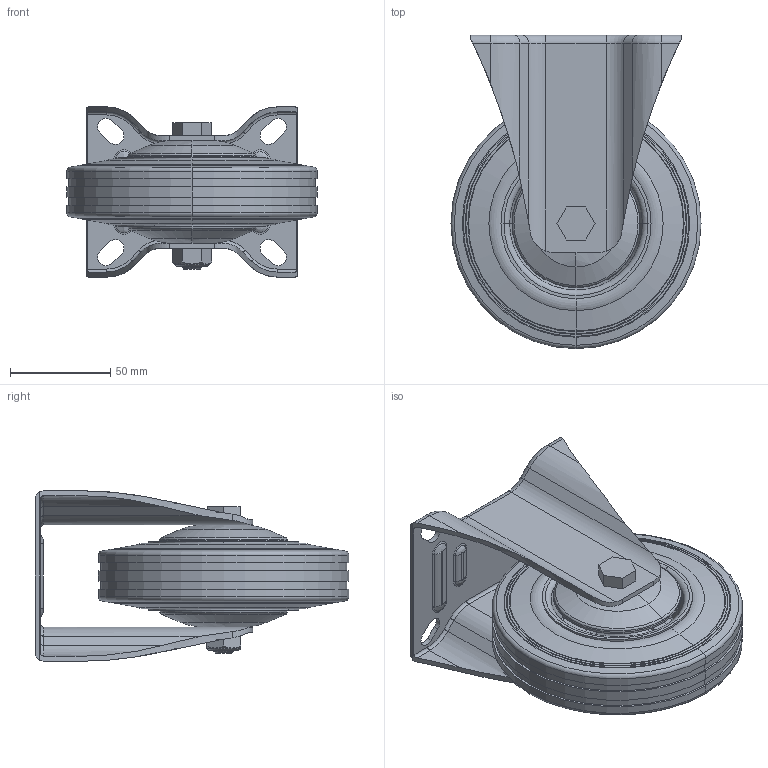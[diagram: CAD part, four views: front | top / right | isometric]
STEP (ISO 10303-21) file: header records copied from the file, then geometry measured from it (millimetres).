
FILE_DESCRIPTION((''),'2;1');
FILE_NAME('L410-B55-125_ASM','2012-09-13T',('N6001'),(''),'PRO/ENGINEER BY PARAMETRIC TECHNOLOGY CORPORATION, 2008380','PRO/ENGINEER BY PARAMETRIC TECHNOLOGY CORPORATION, 2008380','');
FILE_SCHEMA(('CONFIG_CONTROL_DESIGN'));
Length unit declared in the file: millimetre
Products named in the file (12): L410-125; DANLUN-125JIAOBIAN; DANLUN-125LUNFU; DANLUN-ZHULONG; DANLUN-BOTIAO; DANLUN-MAODING; B55-125_ASM; TAOGUAN; LUOSI; LUOMU; FANCHENGAI; L410-B55-125_ASM
Assembly tree (15 placements, depth 3):
  L410-B55-125_ASM
    L410-125
    B55-125_ASM
      DANLUN-125JIAOBIAN
      DANLUN-125LUNFU  x2
      DANLUN-ZHULONG
      DANLUN-BOTIAO
      DANLUN-MAODING  x3
    TAOGUAN
    LUOSI
    LUOMU
    FANCHENGAI  x2
Bounding box: 124.94 x 156.47 x 85 mm (x, y, z)
Volume: 351399.2 mm3; surface area: 148053.4 mm2
Topology: 21 solids, 21 shells, 589 faces, 1399 edges, 870 vertices
Faces by surface type: cylinder 218, plane 161, torus 96, bspline 63, cone 51
Entity records: 22947 total; most frequent: CARTESIAN_POINT 10816, DIRECTION 2554, ORIENTED_EDGE 2458, EDGE_CURVE 1229, AXIS2_PLACEMENT_3D 1025, VERTEX_POINT 766, EDGE_LOOP 561, CIRCLE 535
